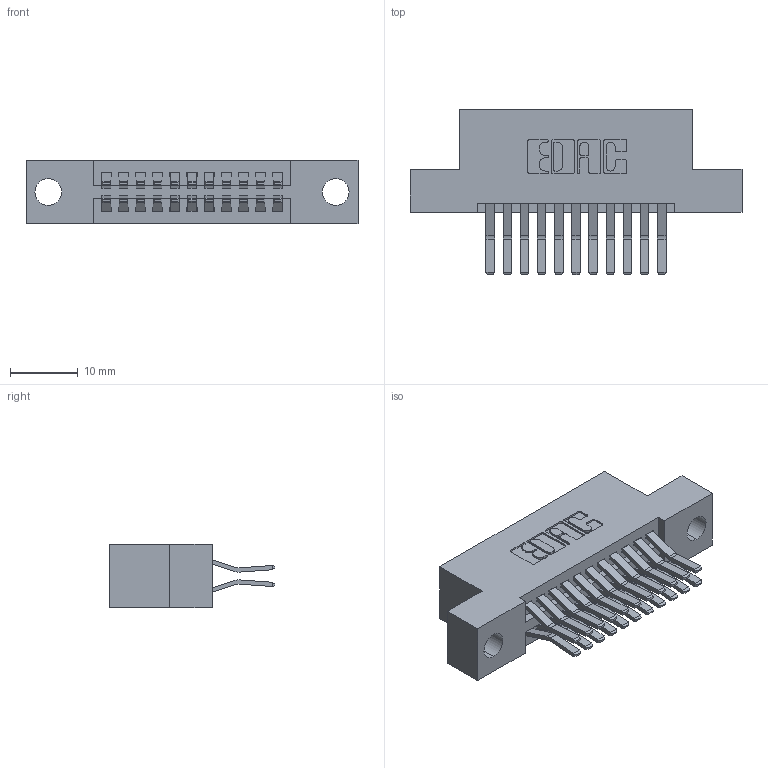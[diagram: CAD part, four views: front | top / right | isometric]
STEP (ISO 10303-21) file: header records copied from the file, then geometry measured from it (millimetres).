
FILE_DESCRIPTION (( 'STEP AP203' ), '1' );
FILE_NAME ('345-022-560-204.STEP', '2018-08-21T01:36:09', ( '' ), ( '' ), 'SwSTEP 2.0', 'SolidWorks 2016', '' );
FILE_SCHEMA (( 'CONFIG_CONTROL_DESIGN' ));
Length unit declared in the file: inch
Products named in the file (3): 345 Part_Flush Mounting Lugs - 0.156 Dia-TH; 345-292-001_560 Tail; 345-022-560-204
Assembly tree (23 placements, depth 2):
  345-022-560-204
    345 Part_Flush Mounting Lugs - 0.156 Dia-TH
    345-292-001_560 Tail  x22
Bounding box: 49.15 x 24.45 x 9.4 mm (x, y, z)
Volume: 4543 mm3; surface area: 6300.9 mm2
Topology: 23 solids, 23 shells, 1270 faces, 3751 edges, 2470 vertices
Faces by surface type: plane 806, cylinder 464
Entity records: 12895 total; most frequent: CARTESIAN_POINT 2192, ORIENTED_EDGE 2126, DIRECTION 1975, EDGE_CURVE 1063, LINE 883, VECTOR 883, VERTEX_POINT 706, AXIS2_PLACEMENT_3D 546
